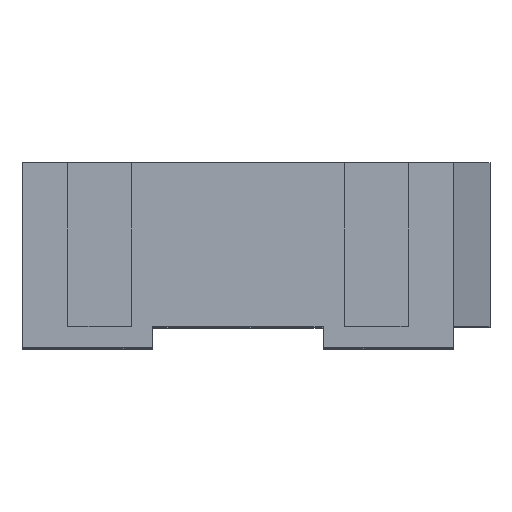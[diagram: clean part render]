
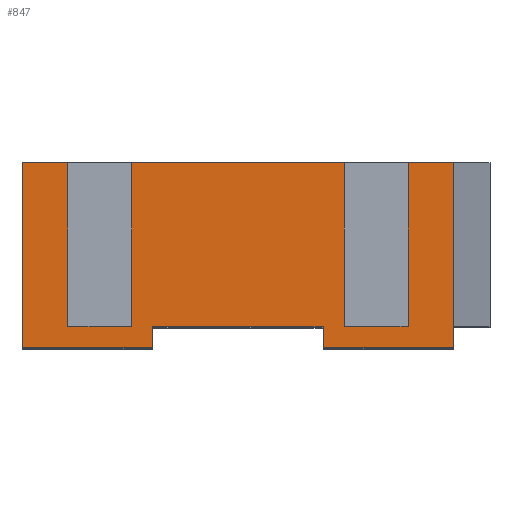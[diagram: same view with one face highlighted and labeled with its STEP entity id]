
A CAD part, top view. The second image highlights one B-rep face of the part: STEP entity #847.
In plain terms, the highlighted planar face has unit normal (0, 0, 1).
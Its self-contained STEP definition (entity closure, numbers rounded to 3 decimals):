
#32 = PLANE ( 'NONE',  #736 ) ;
#33 = CARTESIAN_POINT ( 'NONE',  ( 5.5, 8.7, 20.4 ) ) ;
#57 = DIRECTION ( 'NONE',  ( 0., 1., 0. ) ) ;
#67 = DIRECTION ( 'NONE',  ( 1., 0., 0. ) ) ;
#110 = LINE ( 'NONE', #3130, #1310 ) ;
#112 = VECTOR ( 'NONE', #2474, 1000. ) ;
#118 = DIRECTION ( 'NONE',  ( 1., 0., 0. ) ) ;
#167 = EDGE_CURVE ( 'NONE', #2899, #2869, #243, .T. ) ;
#243 = LINE ( 'NONE', #779, #3131 ) ;
#266 = EDGE_CURVE ( 'NONE', #2606, #1615, #110, .T. ) ;
#301 = CARTESIAN_POINT ( 'NONE',  ( 5.5, -2.448, 20.4 ) ) ;
#370 = ORIENTED_EDGE ( 'NONE', *, *, #433, .T. ) ;
#382 = ORIENTED_EDGE ( 'NONE', *, *, #167, .F. ) ;
#433 = EDGE_CURVE ( 'NONE', #1969, #775, #1935, .T. ) ;
#442 = DIRECTION ( 'NONE',  ( 1., 0., 0. ) ) ;
#469 = VECTOR ( 'NONE', #2828, 1000. ) ;
#471 = ORIENTED_EDGE ( 'NONE', *, *, #266, .F. ) ;
#574 = VECTOR ( 'NONE', #806, 1000. ) ;
#638 = CARTESIAN_POINT ( 'NONE',  ( -10.15, 8.7, 20.4 ) ) ;
#646 = EDGE_CURVE ( 'NONE', #1969, #2431, #1928, .T. ) ;
#701 = ORIENTED_EDGE ( 'NONE', *, *, #1983, .F. ) ;
#736 = AXIS2_PLACEMENT_3D ( 'NONE', #3235, #1998, #1035 ) ;
#775 = VERTEX_POINT ( 'NONE', #3024 ) ;
#779 = CARTESIAN_POINT ( 'NONE',  ( 7.5, -2.448, 20.4 ) ) ;
#782 = EDGE_CURVE ( 'NONE', #1778, #1046, #1801, .T. ) ;
#785 = CARTESIAN_POINT ( 'NONE',  ( -10.15, 0., 20.4 ) ) ;
#803 = CARTESIAN_POINT ( 'NONE',  ( 4., 1., 20.4 ) ) ;
#806 = DIRECTION ( 'NONE',  ( 1., 0., 0. ) ) ;
#820 = CARTESIAN_POINT ( 'NONE',  ( -10.15, 8.7, 20.4 ) ) ;
#847 = ADVANCED_FACE ( 'NONE', ( #2240 ), #32, .F. ) ;
#855 = VERTEX_POINT ( 'NONE', #803 ) ;
#901 = VECTOR ( 'NONE', #1490, 1000. ) ;
#922 = ORIENTED_EDGE ( 'NONE', *, *, #1401, .T. ) ;
#968 = EDGE_CURVE ( 'NONE', #2386, #1404, #2356, .T. ) ;
#1035 = DIRECTION ( 'NONE',  ( -1., 0., 0. ) ) ;
#1046 = VERTEX_POINT ( 'NONE', #1925 ) ;
#1167 = EDGE_CURVE ( 'NONE', #2899, #1191, #2578, .T. ) ;
#1186 = CARTESIAN_POINT ( 'NONE',  ( -7.5, 1., 20.4 ) ) ;
#1191 = VERTEX_POINT ( 'NONE', #1548 ) ;
#1201 = CARTESIAN_POINT ( 'NONE',  ( -4., 1., 20.4 ) ) ;
#1268 = LINE ( 'NONE', #3028, #3194 ) ;
#1276 = ORIENTED_EDGE ( 'NONE', *, *, #646, .F. ) ;
#1310 = VECTOR ( 'NONE', #1845, 1000. ) ;
#1349 = ORIENTED_EDGE ( 'NONE', *, *, #2758, .T. ) ;
#1352 = VECTOR ( 'NONE', #3227, 1000. ) ;
#1393 = CARTESIAN_POINT ( 'NONE',  ( 7.5, 8.7, 20.4 ) ) ;
#1401 = EDGE_CURVE ( 'NONE', #2235, #1615, #2702, .T. ) ;
#1404 = VERTEX_POINT ( 'NONE', #2429 ) ;
#1419 = ORIENTED_EDGE ( 'NONE', *, *, #1568, .T. ) ;
#1421 = CARTESIAN_POINT ( 'NONE',  ( 10.15, 8.7, 20.4 ) ) ;
#1427 = EDGE_CURVE ( 'NONE', #3173, #1046, #2218, .T. ) ;
#1459 = LINE ( 'NONE', #2455, #901 ) ;
#1490 = DIRECTION ( 'NONE',  ( -1., 0., 0. ) ) ;
#1509 = ORIENTED_EDGE ( 'NONE', *, *, #968, .F. ) ;
#1525 = LINE ( 'NONE', #301, #1561 ) ;
#1540 = CARTESIAN_POINT ( 'NONE',  ( -5.5, 1., 20.4 ) ) ;
#1548 = CARTESIAN_POINT ( 'NONE',  ( 5.5, 1., 20.4 ) ) ;
#1561 = VECTOR ( 'NONE', #3043, 1000. ) ;
#1568 = EDGE_CURVE ( 'NONE', #775, #1404, #1268, .T. ) ;
#1569 = CARTESIAN_POINT ( 'NONE',  ( 4., 1., 20.4 ) ) ;
#1615 = VERTEX_POINT ( 'NONE', #1772 ) ;
#1655 = ORIENTED_EDGE ( 'NONE', *, *, #2540, .T. ) ;
#1675 = DIRECTION ( 'NONE',  ( -1., 0., 0. ) ) ;
#1692 = DIRECTION ( 'NONE',  ( 0., -1., 0. ) ) ;
#1731 = VECTOR ( 'NONE', #442, 1000. ) ;
#1743 = CARTESIAN_POINT ( 'NONE',  ( -10.15, 8.7, 20.4 ) ) ;
#1750 = ORIENTED_EDGE ( 'NONE', *, *, #3101, .T. ) ;
#1772 = CARTESIAN_POINT ( 'NONE',  ( 10.15, 0., 20.4 ) ) ;
#1778 = VERTEX_POINT ( 'NONE', #1929 ) ;
#1786 = CARTESIAN_POINT ( 'NONE',  ( -4., 1., 20.4 ) ) ;
#1801 = LINE ( 'NONE', #785, #2200 ) ;
#1806 = DIRECTION ( 'NONE',  ( 0., 1., 0. ) ) ;
#1845 = DIRECTION ( 'NONE',  ( 0., -1., 0. ) ) ;
#1904 = EDGE_CURVE ( 'NONE', #855, #3173, #1459, .T. ) ;
#1925 = CARTESIAN_POINT ( 'NONE',  ( -4., 0., 20.4 ) ) ;
#1928 = LINE ( 'NONE', #2195, #112 ) ;
#1929 = CARTESIAN_POINT ( 'NONE',  ( -10.15, 0., 20.4 ) ) ;
#1935 = LINE ( 'NONE', #1186, #1986 ) ;
#1945 = CARTESIAN_POINT ( 'NONE',  ( 4., 0., 20.4 ) ) ;
#1960 = VERTEX_POINT ( 'NONE', #33 ) ;
#1969 = VERTEX_POINT ( 'NONE', #1540 ) ;
#1983 = EDGE_CURVE ( 'NONE', #2869, #2606, #3236, .T. ) ;
#1986 = VECTOR ( 'NONE', #1675, 1000. ) ;
#1998 = DIRECTION ( 'NONE',  ( 0., 0., -1. ) ) ;
#2002 = CARTESIAN_POINT ( 'NONE',  ( -10.15, 0., 20.4 ) ) ;
#2010 = CARTESIAN_POINT ( 'NONE',  ( -10.15, 8.7, 20.4 ) ) ;
#2054 = DIRECTION ( 'NONE',  ( -1., 0., 0. ) ) ;
#2073 = LINE ( 'NONE', #1569, #469 ) ;
#2195 = CARTESIAN_POINT ( 'NONE',  ( -5.5, -2.448, 20.4 ) ) ;
#2200 = VECTOR ( 'NONE', #2308, 1000. ) ;
#2218 = LINE ( 'NONE', #1201, #2516 ) ;
#2232 = LINE ( 'NONE', #1743, #1352 ) ;
#2235 = VERTEX_POINT ( 'NONE', #1945 ) ;
#2237 = CARTESIAN_POINT ( 'NONE',  ( -5.5, 8.7, 20.4 ) ) ;
#2239 = EDGE_LOOP ( 'NONE', ( #701, #382, #2555, #1750, #2390, #1276, #370, #1419, #1509, #1349, #2682, #2533, #2784, #1655, #922, #471 ) ) ;
#2240 = FACE_OUTER_BOUND ( 'NONE', #2239, .T. ) ;
#2268 = CARTESIAN_POINT ( 'NONE',  ( 7.5, 1., 20.4 ) ) ;
#2292 = LINE ( 'NONE', #820, #574 ) ;
#2308 = DIRECTION ( 'NONE',  ( 1., 0., 0. ) ) ;
#2356 = LINE ( 'NONE', #638, #2669 ) ;
#2386 = VERTEX_POINT ( 'NONE', #2010 ) ;
#2390 = ORIENTED_EDGE ( 'NONE', *, *, #3180, .F. ) ;
#2429 = CARTESIAN_POINT ( 'NONE',  ( -7.5, 8.7, 20.4 ) ) ;
#2431 = VERTEX_POINT ( 'NONE', #2237 ) ;
#2455 = CARTESIAN_POINT ( 'NONE',  ( 0., 1., 20.4 ) ) ;
#2462 = VECTOR ( 'NONE', #2054, 1000. ) ;
#2474 = DIRECTION ( 'NONE',  ( 0., 1., 0. ) ) ;
#2516 = VECTOR ( 'NONE', #1692, 1000. ) ;
#2533 = ORIENTED_EDGE ( 'NONE', *, *, #1427, .F. ) ;
#2540 = EDGE_CURVE ( 'NONE', #855, #2235, #2073, .T. ) ;
#2555 = ORIENTED_EDGE ( 'NONE', *, *, #1167, .T. ) ;
#2578 = LINE ( 'NONE', #2268, #2462 ) ;
#2606 = VERTEX_POINT ( 'NONE', #1421 ) ;
#2669 = VECTOR ( 'NONE', #118, 1000. ) ;
#2682 = ORIENTED_EDGE ( 'NONE', *, *, #782, .T. ) ;
#2702 = LINE ( 'NONE', #2002, #1731 ) ;
#2758 = EDGE_CURVE ( 'NONE', #2386, #1778, #2232, .T. ) ;
#2777 = VECTOR ( 'NONE', #67, 1000. ) ;
#2784 = ORIENTED_EDGE ( 'NONE', *, *, #1904, .F. ) ;
#2813 = CARTESIAN_POINT ( 'NONE',  ( -10.15, 8.7, 20.4 ) ) ;
#2828 = DIRECTION ( 'NONE',  ( 0., -1., 0. ) ) ;
#2869 = VERTEX_POINT ( 'NONE', #1393 ) ;
#2899 = VERTEX_POINT ( 'NONE', #2914 ) ;
#2914 = CARTESIAN_POINT ( 'NONE',  ( 7.5, 1., 20.4 ) ) ;
#3024 = CARTESIAN_POINT ( 'NONE',  ( -7.5, 1., 20.4 ) ) ;
#3028 = CARTESIAN_POINT ( 'NONE',  ( -7.5, -2.448, 20.4 ) ) ;
#3043 = DIRECTION ( 'NONE',  ( 0., 1., 0. ) ) ;
#3101 = EDGE_CURVE ( 'NONE', #1191, #1960, #1525, .T. ) ;
#3130 = CARTESIAN_POINT ( 'NONE',  ( 10.15, 8.7, 20.4 ) ) ;
#3131 = VECTOR ( 'NONE', #57, 1000. ) ;
#3173 = VERTEX_POINT ( 'NONE', #1786 ) ;
#3180 = EDGE_CURVE ( 'NONE', #2431, #1960, #2292, .T. ) ;
#3194 = VECTOR ( 'NONE', #1806, 1000. ) ;
#3227 = DIRECTION ( 'NONE',  ( 0., -1., 0. ) ) ;
#3235 = CARTESIAN_POINT ( 'NONE',  ( -10.15, 8.7, 20.4 ) ) ;
#3236 = LINE ( 'NONE', #2813, #2777 ) ;
